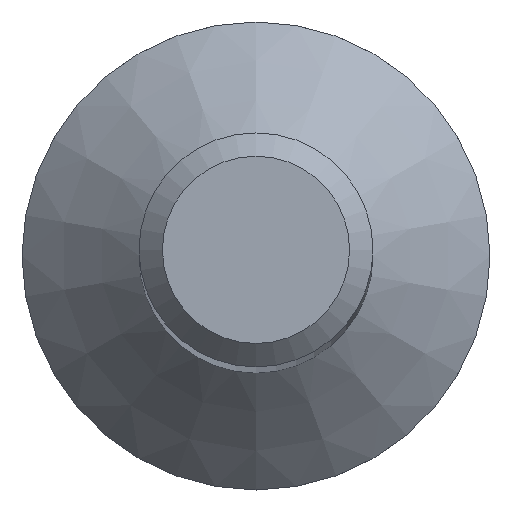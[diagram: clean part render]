
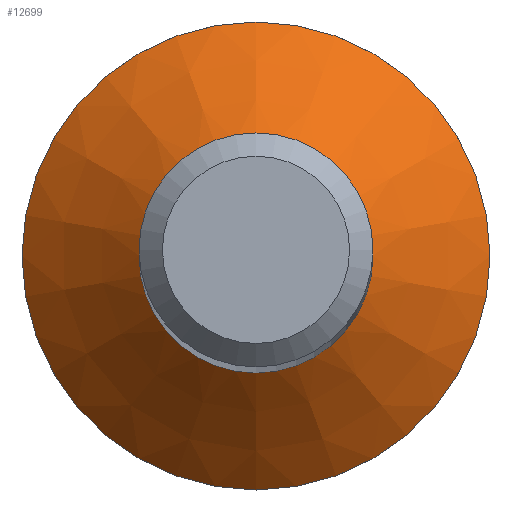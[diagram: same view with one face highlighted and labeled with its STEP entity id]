
A CAD part, top view. The second image highlights one B-rep face of the part: STEP entity #12699.
In plain terms, the highlighted conical face has half-angle 45 degrees and reference radius 8 mm.
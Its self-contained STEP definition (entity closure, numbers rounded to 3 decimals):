
#55 = FACE_OUTER_BOUND ( 'NONE', #3602, .T. ) ;
#1266 = CIRCLE ( 'NONE', #11280, 4. ) ;
#1533 = EDGE_CURVE ( 'NONE', #4135, #4135, #11215, .T. ) ;
#1683 = EDGE_LOOP ( 'NONE', ( #4989 ) ) ;
#2505 = AXIS2_PLACEMENT_3D ( 'NONE', #10761, #8189, #8240 ) ;
#3602 = EDGE_LOOP ( 'NONE', ( #9415 ) ) ;
#3645 = CARTESIAN_POINT ( 'NONE',  ( 0., 0., 4.4 ) ) ;
#4135 = VERTEX_POINT ( 'NONE', #8386 ) ;
#4149 = EDGE_CURVE ( 'NONE', #13069, #13069, #1266, .T. ) ;
#4299 = FACE_BOUND ( 'NONE', #1683, .T. ) ;
#4989 = ORIENTED_EDGE ( 'NONE', *, *, #4149, .T. ) ;
#5104 = CARTESIAN_POINT ( 'NONE',  ( 0., 0., 0.4 ) ) ;
#5834 = CONICAL_SURFACE ( 'NONE', #11096, 8., 0.785 ) ;
#6347 = DIRECTION ( 'NONE',  ( 0., 0., -1. ) ) ;
#7200 = CARTESIAN_POINT ( 'NONE',  ( 0., 4., 4.4 ) ) ;
#7233 = DIRECTION ( 'NONE',  ( 0., 1., 0. ) ) ;
#7682 = DIRECTION ( 'NONE',  ( 0., 1., 0. ) ) ;
#8189 = DIRECTION ( 'NONE',  ( 0., 0., -1. ) ) ;
#8240 = DIRECTION ( 'NONE',  ( 0., 1., 0. ) ) ;
#8386 = CARTESIAN_POINT ( 'NONE',  ( 0., 8., 0.4 ) ) ;
#9415 = ORIENTED_EDGE ( 'NONE', *, *, #1533, .F. ) ;
#9701 = DIRECTION ( 'NONE',  ( 0., 0., -1. ) ) ;
#10761 = CARTESIAN_POINT ( 'NONE',  ( 0., 0., 0.4 ) ) ;
#11096 = AXIS2_PLACEMENT_3D ( 'NONE', #5104, #6347, #7682 ) ;
#11215 = CIRCLE ( 'NONE', #2505, 8. ) ;
#11280 = AXIS2_PLACEMENT_3D ( 'NONE', #3645, #9701, #7233 ) ;
#12699 = ADVANCED_FACE ( 'NONE', ( #55, #4299 ), #5834, .T. ) ;
#13069 = VERTEX_POINT ( 'NONE', #7200 ) ;
